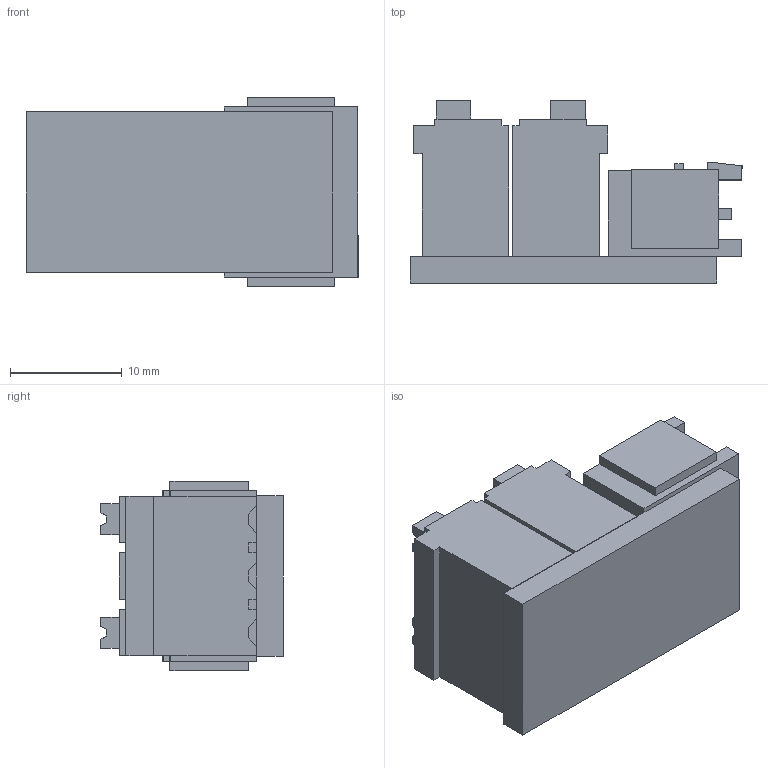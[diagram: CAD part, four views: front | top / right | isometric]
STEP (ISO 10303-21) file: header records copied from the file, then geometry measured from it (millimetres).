
FILE_DESCRIPTION(('CATIA V5R22 STEP214','CAx-IF Rec.Pracs.--- Model Styling and Organization---1.4--- 2014-01-23'),'2;1');
FILE_NAME ('1342974-5_1_8000075198_3D_8000075198.stp','2022-10-06T07:11:22+00:00',('none'),('Weidmueller'),'CATIA Version 5-6 Release 2016 SP3 HF44','CATIA V5 STEP AP214','none');
FILE_SCHEMA(('AUTOMOTIVE_DESIGN { 1 0 10303 214 1 1 1 1 }'));
Length unit declared in the file: millimetre
Products named in the file (1): 3D_8000075198
Bounding box: 29.75 x 16.35 x 17 mm (x, y, z)
Volume: 4357.1 mm3; surface area: 3718.7 mm2
Topology: 1 solids, 4 shells, 290 faces, 848 edges, 556 vertices
Faces by surface type: plane 264, cylinder 26
Entity records: 12710 total; most frequent: CARTESIAN_POINT 1743, ORIENTED_EDGE 1696, DIRECTION 1486, EDGE_CURVE 848, VECTOR 760, LINE 760, VERTEX_POINT 556, AXIS2_PLACEMENT_3D 363
